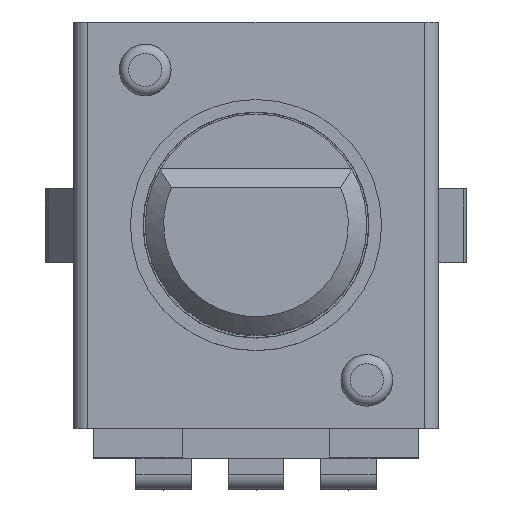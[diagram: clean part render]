
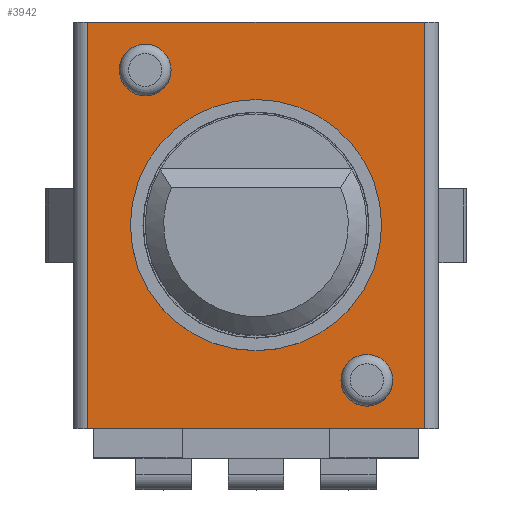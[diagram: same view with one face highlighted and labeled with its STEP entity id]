
A CAD part, top view. The second image highlights one B-rep face of the part: STEP entity #3942.
In plain terms, the highlighted planar face has unit normal (0, 0, 1).
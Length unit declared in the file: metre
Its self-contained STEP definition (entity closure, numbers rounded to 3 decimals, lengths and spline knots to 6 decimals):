
#449=LINE('',#6455,#888);
#450=LINE('',#6459,#889);
#451=LINE('',#6461,#890);
#452=LINE('',#6463,#891);
#888=VECTOR('',#5277,1.);
#889=VECTOR('',#5282,1.);
#890=VECTOR('',#5283,1.);
#891=VECTOR('',#5284,1.);
#1877=ORIENTED_EDGE('',*,*,#2309,.F.);
#1878=ORIENTED_EDGE('',*,*,#2314,.F.);
#1879=ORIENTED_EDGE('',*,*,#2329,.F.);
#1880=ORIENTED_EDGE('',*,*,#2554,.T.);
#1881=ORIENTED_EDGE('',*,*,#2556,.F.);
#1882=ORIENTED_EDGE('',*,*,#2557,.T.);
#1883=ORIENTED_EDGE('',*,*,#2558,.T.);
#2309=EDGE_CURVE('',#2776,#2776,#3021,.T.);
#2314=EDGE_CURVE('',#2781,#2781,#3024,.T.);
#2329=EDGE_CURVE('',#2795,#2795,#3035,.T.);
#2554=EDGE_CURVE('',#2948,#2947,#449,.T.);
#2556=EDGE_CURVE('',#2949,#2947,#450,.T.);
#2557=EDGE_CURVE('',#2949,#2950,#451,.T.);
#2558=EDGE_CURVE('',#2950,#2948,#452,.T.);
#2776=VERTEX_POINT('',#5930);
#2781=VERTEX_POINT('',#5957);
#2795=VERTEX_POINT('',#5995);
#2947=VERTEX_POINT('',#6454);
#2948=VERTEX_POINT('',#6456);
#2949=VERTEX_POINT('',#6460);
#2950=VERTEX_POINT('',#6462);
#3021=CIRCLE('',#4140,0.0007);
#3024=CIRCLE('',#4148,0.0007);
#3035=CIRCLE('',#4168,0.0034);
#3292=EDGE_LOOP('',(#1877));
#3293=EDGE_LOOP('',(#1878));
#3294=EDGE_LOOP('',(#1879));
#3295=EDGE_LOOP('',(#1880,#1881,#1882,#1883));
#3550=FACE_BOUND('',#3292,.T.);
#3551=FACE_BOUND('',#3293,.T.);
#3552=FACE_BOUND('',#3294,.T.);
#3553=FACE_BOUND('',#3295,.T.);
#3729=PLANE('',#4277);
#3942=ADVANCED_FACE('',(#3550,#3551,#3552,#3553),#3729,.T.);
#4140=AXIS2_PLACEMENT_3D('',#5929,#4801,#4802);
#4148=AXIS2_PLACEMENT_3D('',#5956,#4817,#4818);
#4168=AXIS2_PLACEMENT_3D('',#5994,#4861,#4862);
#4277=AXIS2_PLACEMENT_3D('',#6458,#5280,#5281);
#4801=DIRECTION('',(0.,0.,1.));
#4802=DIRECTION('',(0.,1.,0.));
#4817=DIRECTION('',(0.,0.,1.));
#4818=DIRECTION('',(0.,-1.,0.));
#4861=DIRECTION('',(0.,0.,1.));
#4862=DIRECTION('',(1.,0.,0.));
#5277=DIRECTION('',(0.,-1.,0.));
#5280=DIRECTION('',(0.,0.,1.));
#5281=DIRECTION('',(-1.,0.,0.));
#5282=DIRECTION('',(-1.,0.,0.));
#5283=DIRECTION('',(0.,1.,0.));
#5284=DIRECTION('',(-1.,0.,0.));
#5929=CARTESIAN_POINT('',(0.003,-0.0042,0.0004));
#5930=CARTESIAN_POINT('',(0.003,-0.0035,0.0004));
#5956=CARTESIAN_POINT('',(-0.003,0.0042,0.0004));
#5957=CARTESIAN_POINT('',(-0.003,0.0035,0.0004));
#5994=CARTESIAN_POINT('',(0.,0.,0.0004));
#5995=CARTESIAN_POINT('',(0.0034,0.,0.0004));
#6454=CARTESIAN_POINT('',(-0.00455,-0.0055,0.0004));
#6455=CARTESIAN_POINT('',(-0.00455,0.0055,0.0004));
#6456=CARTESIAN_POINT('',(-0.00455,0.0055,0.0004));
#6458=CARTESIAN_POINT('',(0.00455,0.0055,0.0004));
#6459=CARTESIAN_POINT('',(0.00455,-0.0055,0.0004));
#6460=CARTESIAN_POINT('',(0.00455,-0.0055,0.0004));
#6461=CARTESIAN_POINT('',(0.00455,-0.0055,0.0004));
#6462=CARTESIAN_POINT('',(0.00455,0.0055,0.0004));
#6463=CARTESIAN_POINT('',(0.00455,0.0055,0.0004));
